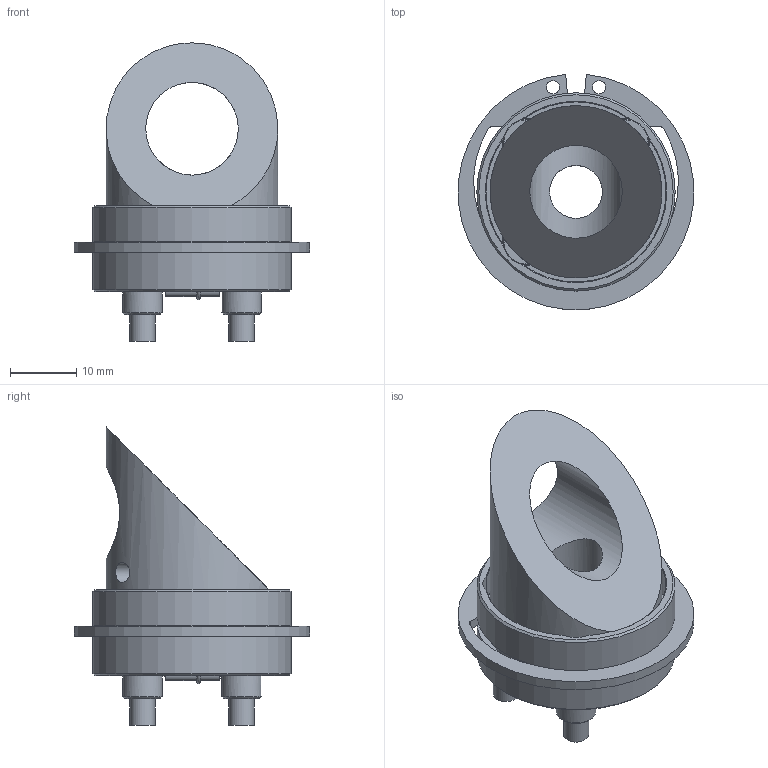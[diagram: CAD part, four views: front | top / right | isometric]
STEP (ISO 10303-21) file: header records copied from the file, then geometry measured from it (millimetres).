
FILE_DESCRIPTION(/* description */ (''),/* implementation_level */ '2;1');
FILE_NAME(/* name */ 'Adjustable_Mirror_Insert_30_reexport.stp',/* time_stamp */ '2018-08-27T10:13:20+02:00',/* author */ ('voigt'),/* organization */ (''),/* preprocessor_version */ 'ST-DEVELOPER v16.1',/* originating_system */ 'Autodesk Inventor 2016',/* authorisation */ '');
FILE_SCHEMA (('AUTOMOTIVE_DESIGN { 1 0 10303 214 3 1 1 }'));
Length unit declared in the file: millimetre
Products named in the file (1): Part182
Bounding box: 35.56 x 35.56 x 45.12 mm (x, y, z)
Volume: 5984.2 mm3; surface area: 9960.8 mm2
Topology: 9 solids, 13 shells, 225 faces, 577 edges, 377 vertices
Faces by surface type: plane 90, cylinder 59, cone 53, sphere 17, torus 6
Full cylindrical faces by diameter (mm): 0.5 x4, 1.5 x8, 2 x2, 2.98 x3, 3 x4, 3.816 x3, 4 x5, 4.5 x4, 6 x3, 7 x3, 8 x2, 14 x1, 26 x1, 28 x1, 30 x2
Entity records: 6814 total; most frequent: CARTESIAN_POINT 1702, DIRECTION 1066, ORIENTED_EDGE 846, AXIS2_PLACEMENT_3D 483, EDGE_CURVE 420, EDGE_LOOP 367, VERTEX_POINT 307, STYLED_ITEM 226
